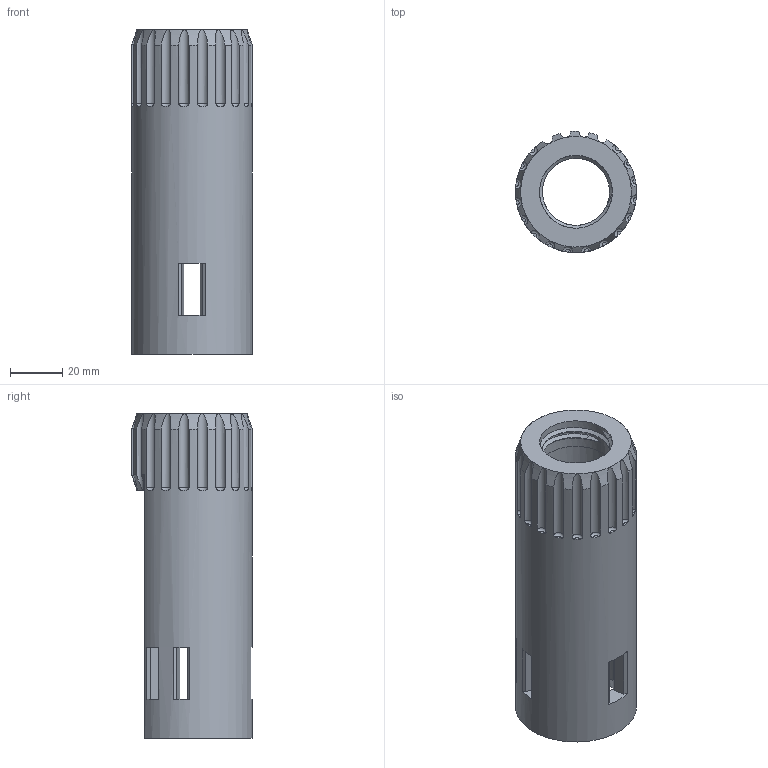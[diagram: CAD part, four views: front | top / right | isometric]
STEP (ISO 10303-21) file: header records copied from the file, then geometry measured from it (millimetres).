
FILE_DESCRIPTION(('STEP AP242'), '1');
FILE_NAME('Adapter', '2024-04-19T17:57:44', (''), (''), 'C3D Converter', 'C3D Toolkit', '');
FILE_SCHEMA(('AP242_MANAGED_MODEL_BASED_3D_ENGINEERING_MIM_LF { 1 0 10303 442 1 1 4 }'));
Length unit declared in the file: millimetre
Bounding box: 46.5 x 46.5 x 124.9 mm (x, y, z)
Volume: 85231.2 mm3; surface area: 30877.7 mm2
Topology: 1 solids, 1 shells, 145 faces, 402 edges, 259 vertices
Faces by surface type: plane 64, cylinder 30, cone 29, torus 16, bspline 6
Full cylindrical faces by diameter (mm): 27.998 x2, 30 x1
Entity records: 10424 total; most frequent: CARTESIAN_POINT 5619, ORIENTED_EDGE 798, DIRECTION 703, EDGE_CURVE 399, AXIS2_PLACEMENT_3D 268, VERTEX_POINT 259, LINE 167, VECTOR 167
